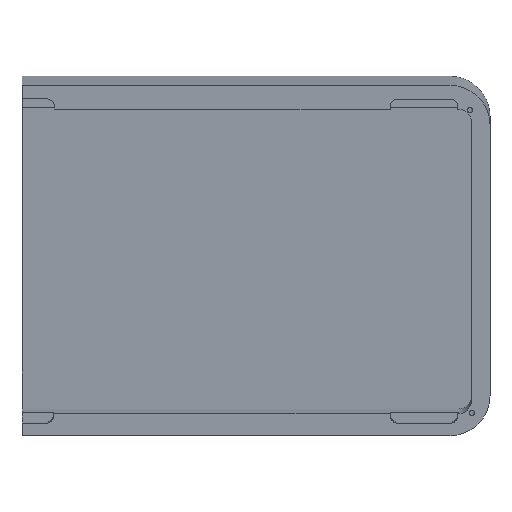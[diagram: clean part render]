
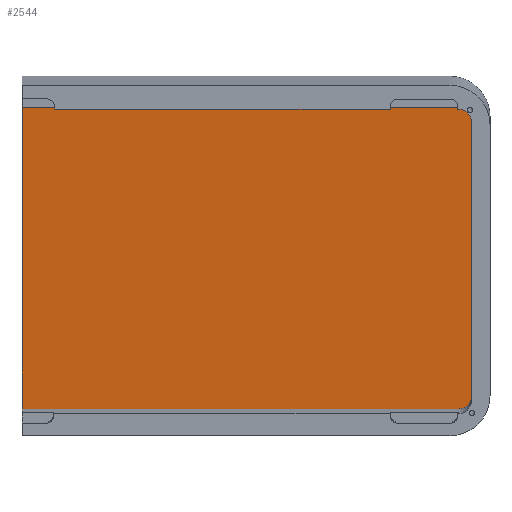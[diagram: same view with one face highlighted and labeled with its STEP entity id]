
A CAD part, top view. The second image highlights one B-rep face of the part: STEP entity #2544.
In plain terms, the highlighted planar face has unit normal (0, -0.122, 0.993).
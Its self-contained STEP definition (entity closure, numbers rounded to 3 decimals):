
#57=CIRCLE('',#2696,5.);
#58=CIRCLE('',#2697,5.);
#68=FACE_OUTER_BOUND('',#201,.T.);
#201=EDGE_LOOP('',(#1820,#1821,#1822,#1823,#1824,#1825,#1826,#1827,#1828));
#328=LINE('',#3463,#678);
#466=LINE('',#3750,#816);
#471=LINE('',#3760,#821);
#472=LINE('',#3762,#822);
#473=LINE('',#3766,#823);
#474=LINE('',#3770,#824);
#475=LINE('',#3771,#825);
#678=VECTOR('',#2828,10.);
#816=VECTOR('',#2990,10.);
#821=VECTOR('',#2997,10.);
#822=VECTOR('',#2998,10.);
#823=VECTOR('',#3001,10.);
#824=VECTOR('',#3004,10.);
#825=VECTOR('',#3005,10.);
#1027=VERTEX_POINT('',#3459);
#1029=VERTEX_POINT('',#3462);
#1166=VERTEX_POINT('',#3749);
#1170=VERTEX_POINT('',#3759);
#1171=VERTEX_POINT('',#3761);
#1172=VERTEX_POINT('',#3763);
#1173=VERTEX_POINT('',#3765);
#1174=VERTEX_POINT('',#3767);
#1175=VERTEX_POINT('',#3769);
#1279=EDGE_CURVE('',#1029,#1027,#328,.T.);
#1423=EDGE_CURVE('',#1029,#1166,#466,.T.);
#1428=EDGE_CURVE('',#1170,#1027,#471,.T.);
#1429=EDGE_CURVE('',#1171,#1170,#472,.T.);
#1430=EDGE_CURVE('',#1171,#1172,#57,.T.);
#1431=EDGE_CURVE('',#1173,#1172,#473,.T.);
#1432=EDGE_CURVE('',#1173,#1174,#58,.T.);
#1433=EDGE_CURVE('',#1175,#1174,#474,.T.);
#1434=EDGE_CURVE('',#1166,#1175,#475,.T.);
#1820=ORIENTED_EDGE('',*,*,#1279,.T.);
#1821=ORIENTED_EDGE('',*,*,#1428,.F.);
#1822=ORIENTED_EDGE('',*,*,#1429,.F.);
#1823=ORIENTED_EDGE('',*,*,#1430,.T.);
#1824=ORIENTED_EDGE('',*,*,#1431,.F.);
#1825=ORIENTED_EDGE('',*,*,#1432,.T.);
#1826=ORIENTED_EDGE('',*,*,#1433,.F.);
#1827=ORIENTED_EDGE('',*,*,#1434,.F.);
#1828=ORIENTED_EDGE('',*,*,#1423,.F.);
#2425=PLANE('',#2695);
#2544=ADVANCED_FACE('',(#68),#2425,.F.);
#2695=AXIS2_PLACEMENT_3D('',#3758,#2995,#2996);
#2696=AXIS2_PLACEMENT_3D('',#3764,#2999,#3000);
#2697=AXIS2_PLACEMENT_3D('',#3768,#3002,#3003);
#2828=DIRECTION('',(0.,-0.993,-0.122));
#2990=DIRECTION('',(1.,0.,0.));
#2995=DIRECTION('center_axis',(0.,0.122,
-0.993));
#2996=DIRECTION('ref_axis',(-1.,0.,0.));
#2997=DIRECTION('',(-1.,0.,0.));
#2998=DIRECTION('',(-0.999,-0.043,-0.005));
#2999=DIRECTION('center_axis',(0.,-0.122,
0.993));
#3000=DIRECTION('ref_axis',(0.722,-0.686,-0.084));
#3001=DIRECTION('',(0.,-0.993,-0.122));
#3002=DIRECTION('center_axis',(0.,-0.122,
0.993));
#3003=DIRECTION('ref_axis',(0.722,0.686,0.084));
#3004=DIRECTION('',(0.999,-0.043,-0.005));
#3005=DIRECTION('',(0.,-0.993,-0.122));
#3459=CARTESIAN_POINT('',(0.,-65.879,56.775));
#3462=CARTESIAN_POINT('',(0.,48.205,70.783));
#3463=CARTESIAN_POINT('',(0.,-8.434,63.828));
#3749=CARTESIAN_POINT('',(163.324,48.205,70.783));
#3750=CARTESIAN_POINT('',(163.324,48.205,70.783));
#3758=CARTESIAN_POINT('Origin',(1.399,-8.974,63.762));
#3759=CARTESIAN_POINT('',(163.324,-65.879,56.775));
#3760=CARTESIAN_POINT('',(-160.526,-65.879,56.775));
#3761=CARTESIAN_POINT('',(163.542,-65.869,56.776));
#3762=CARTESIAN_POINT('',(163.324,-65.879,56.775));
#3763=CARTESIAN_POINT('',(168.324,-60.911,57.385));
#3764=CARTESIAN_POINT('Origin',(163.324,-60.911,57.385));
#3765=CARTESIAN_POINT('',(168.324,43.163,70.164));
#3766=CARTESIAN_POINT('',(168.324,-60.916,57.384));
#3767=CARTESIAN_POINT('',(163.542,48.121,70.773));
#3768=CARTESIAN_POINT('Origin',(163.324,43.163,70.164));
#3769=CARTESIAN_POINT('',(163.324,48.131,70.774));
#3770=CARTESIAN_POINT('',(83.717,51.584,71.198));
#3771=CARTESIAN_POINT('',(163.324,47.932,70.749));
